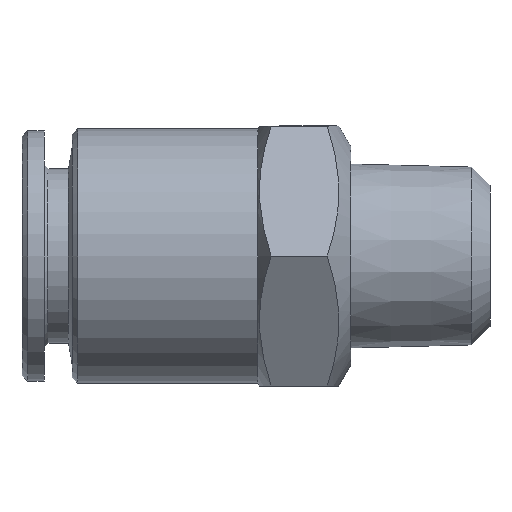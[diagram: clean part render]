
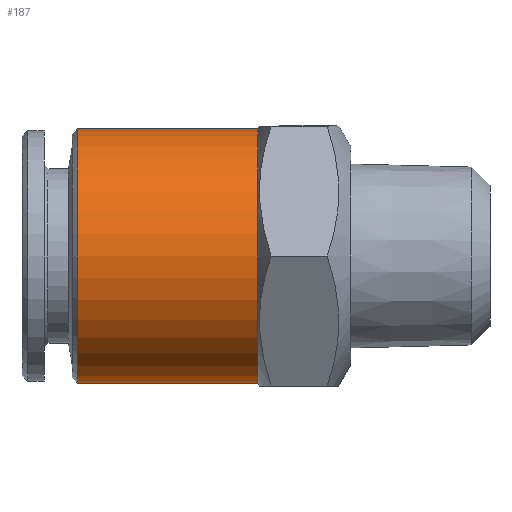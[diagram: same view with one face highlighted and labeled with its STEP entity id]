
A CAD part, left-side view. The second image highlights one B-rep face of the part: STEP entity #187.
In plain terms, the highlighted cylindrical face has radius 6.85 mm (diameter 13.7 mm), a partial arc.
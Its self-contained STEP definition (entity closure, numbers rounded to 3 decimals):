
#180 = VERTEX_POINT ( 'NONE', #937 ) ;
#181 = VERTEX_POINT ( 'NONE', #936 ) ;
#183 = EDGE_CURVE ( 'NONE', #181, #242, #935, .T. ) ;
#186 = EDGE_CURVE ( 'NONE', #180, #246, #784, .T. ) ;
#187 = ADVANCED_FACE ( 'NONE', ( #780 ), #778, .T. ) ;
#188 = EDGE_LOOP ( 'NONE', ( #189, #190, #191, #192 ) ) ;
#189 = ORIENTED_EDGE ( 'NONE', *, *, #183, .F. ) ;
#190 = ORIENTED_EDGE ( 'NONE', *, *, #228, .T. ) ;
#191 = ORIENTED_EDGE ( 'NONE', *, *, #186, .T. ) ;
#192 = ORIENTED_EDGE ( 'NONE', *, *, #193, .F. ) ;
#193 = EDGE_CURVE ( 'NONE', #242, #246, #779, .T. ) ;
#228 = EDGE_CURVE ( 'NONE', #181, #180, #812, .T. ) ;
#242 = VERTEX_POINT ( 'NONE', #796 ) ;
#246 = VERTEX_POINT ( 'NONE', #792 ) ;
#770 = DIRECTION ( 'NONE',  ( 0., 0., -1. ) ) ;
#771 = DIRECTION ( 'NONE',  ( 0., -1., 0. ) ) ;
#772 = CARTESIAN_POINT ( 'NONE',  ( 0., 12.5, 0. ) ) ;
#773 = AXIS2_PLACEMENT_3D ( 'NONE', #772, #771, #770 ) ;
#774 = DIRECTION ( 'NONE',  ( 0., 0., -1. ) ) ;
#775 = DIRECTION ( 'NONE',  ( 0., -1., 0. ) ) ;
#776 = CARTESIAN_POINT ( 'NONE',  ( 0., 0., 0. ) ) ;
#777 = AXIS2_PLACEMENT_3D ( 'NONE', #776, #775, #774 ) ;
#778 = CYLINDRICAL_SURFACE ( 'NONE', #777, 6.85 ) ;
#779 = CIRCLE ( 'NONE', #773, 6.85 ) ;
#780 = FACE_OUTER_BOUND ( 'NONE', #188, .T. ) ;
#781 = DIRECTION ( 'NONE',  ( 0., -1., 0. ) ) ;
#782 = VECTOR ( 'NONE', #781, 1000. ) ;
#783 = CARTESIAN_POINT ( 'NONE',  ( 0., 0., -6.85 ) ) ;
#784 = LINE ( 'NONE', #783, #782 ) ;
#785 = DIRECTION ( 'NONE',  ( 0., -1., 0. ) ) ;
#786 = VECTOR ( 'NONE', #785, 1000. ) ;
#787 = CARTESIAN_POINT ( 'NONE',  ( 0., 0., 6.85 ) ) ;
#792 = CARTESIAN_POINT ( 'NONE',  ( 0., 12.5, -6.85 ) ) ;
#796 = CARTESIAN_POINT ( 'NONE',  ( 0., 12.5, 6.85 ) ) ;
#808 = DIRECTION ( 'NONE',  ( 0., 0., -1. ) ) ;
#809 = DIRECTION ( 'NONE',  ( 0., -1., 0. ) ) ;
#810 = CARTESIAN_POINT ( 'NONE',  ( 0., 22.2, 0. ) ) ;
#811 = AXIS2_PLACEMENT_3D ( 'NONE', #810, #809, #808 ) ;
#812 = CIRCLE ( 'NONE', #811, 6.85 ) ;
#935 = LINE ( 'NONE', #787, #786 ) ;
#936 = CARTESIAN_POINT ( 'NONE',  ( 0., 22.2, 6.85 ) ) ;
#937 = CARTESIAN_POINT ( 'NONE',  ( 0., 22.2, -6.85 ) ) ;
